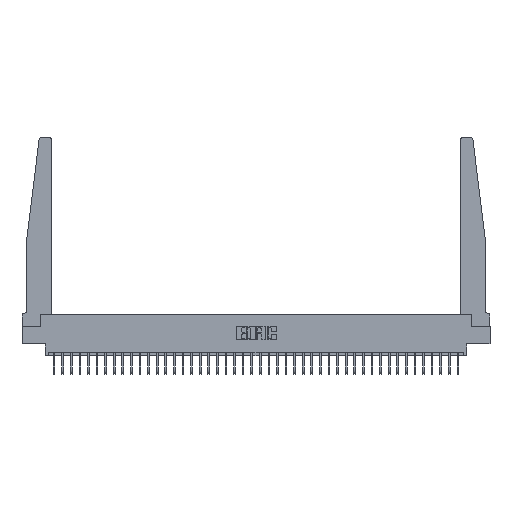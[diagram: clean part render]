
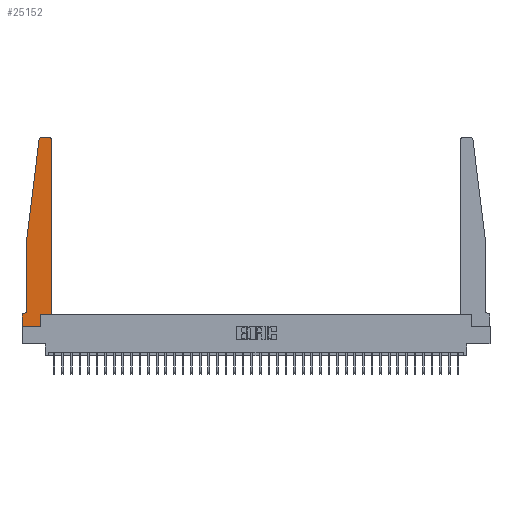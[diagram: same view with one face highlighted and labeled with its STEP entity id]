
A CAD part, top view. The second image highlights one B-rep face of the part: STEP entity #25152.
In plain terms, the highlighted planar face has unit normal (0, 0, 1).
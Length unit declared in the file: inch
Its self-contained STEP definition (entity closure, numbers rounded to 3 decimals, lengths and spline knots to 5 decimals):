
#83 = VECTOR ( 'NONE', #19446, 39.37008 ) ;
#368 = VERTEX_POINT ( 'NONE', #27020 ) ;
#480 = DIRECTION ( 'NONE',  ( 0., 0., -1. ) ) ;
#651 = CARTESIAN_POINT ( 'NONE',  ( 0.015, 0.1875, 0.37 ) ) ;
#864 = LINE ( 'NONE', #1202, #3480 ) ;
#1202 = CARTESIAN_POINT ( 'NONE',  ( 0.425, 0.18, 0.37 ) ) ;
#1388 = EDGE_CURVE ( 'NONE', #16199, #23671, #11255, .T. ) ;
#1429 = LINE ( 'NONE', #8583, #9231 ) ;
#1477 = EDGE_CURVE ( 'NONE', #20672, #2388, #5277, .T. ) ;
#1656 = EDGE_LOOP ( 'NONE', ( #18824, #22905, #13510, #1764, #29783, #4055, #8934, #1932, #18704, #18231, #26059, #19536 ) ) ;
#1658 = VECTOR ( 'NONE', #18094, 39.37008 ) ;
#1764 = ORIENTED_EDGE ( 'NONE', *, *, #32674, .T. ) ;
#1932 = ORIENTED_EDGE ( 'NONE', *, *, #5069, .T. ) ;
#2048 = LINE ( 'NONE', #4487, #23437 ) ;
#2147 = CARTESIAN_POINT ( 'NONE',  ( 0.27653, 2.75, 0.37 ) ) ;
#2167 = VERTEX_POINT ( 'NONE', #16530 ) ;
#2372 = VECTOR ( 'NONE', #7871, 39.37008 ) ;
#2388 = VERTEX_POINT ( 'NONE', #17571 ) ;
#2936 = VERTEX_POINT ( 'NONE', #13152 ) ;
#3193 = PLANE ( 'NONE',  #12560 ) ;
#3480 = VECTOR ( 'NONE', #8871, 39.37008 ) ;
#3775 = EDGE_CURVE ( 'NONE', #21320, #20672, #16565, .T. ) ;
#4055 = ORIENTED_EDGE ( 'NONE', *, *, #1477, .T. ) ;
#4194 = VERTEX_POINT ( 'NONE', #12120 ) ;
#4487 = CARTESIAN_POINT ( 'NONE',  ( 0., 0., 0.37 ) ) ;
#4793 = CIRCLE ( 'NONE', #25383, 0.03 ) ;
#5069 = EDGE_CURVE ( 'NONE', #2936, #30028, #15804, .T. ) ;
#5277 = LINE ( 'NONE', #33351, #2372 ) ;
#5540 = CARTESIAN_POINT ( 'NONE',  ( 0.015, 0.2375, 0.37 ) ) ;
#5799 = CARTESIAN_POINT ( 'NONE',  ( 0.27653, 2.72, 0.37 ) ) ;
#6025 = CARTESIAN_POINT ( 'NONE',  ( 0.065, 1.25, 0.37 ) ) ;
#7128 = AXIS2_PLACEMENT_3D ( 'NONE', #5540, #480, #16150 ) ;
#7363 = VECTOR ( 'NONE', #8999, 39.37008 ) ;
#7451 = CARTESIAN_POINT ( 'NONE',  ( 0.425, 0.18, 0.37 ) ) ;
#7871 = DIRECTION ( 'NONE',  ( -1., 0., 0. ) ) ;
#8583 = CARTESIAN_POINT ( 'NONE',  ( 0.065, 1.25, 0.37 ) ) ;
#8677 = CARTESIAN_POINT ( 'NONE',  ( 0.395, 2.72, 0.37 ) ) ;
#8871 = DIRECTION ( 'NONE',  ( 1., 0., 0. ) ) ;
#8934 = ORIENTED_EDGE ( 'NONE', *, *, #33682, .T. ) ;
#8999 = DIRECTION ( 'NONE',  ( -1., 0., 0. ) ) ;
#9231 = VECTOR ( 'NONE', #27559, 39.37008 ) ;
#9966 = LINE ( 'NONE', #26326, #32999 ) ;
#10020 = CARTESIAN_POINT ( 'NONE',  ( 0.425, 0.18, 0.37 ) ) ;
#11107 = DIRECTION ( 'NONE',  ( 0., 0., 1. ) ) ;
#11255 = LINE ( 'NONE', #11442, #7363 ) ;
#11442 = CARTESIAN_POINT ( 'NONE',  ( 0.25, 2.75, 0.37 ) ) ;
#12120 = CARTESIAN_POINT ( 'NONE',  ( 0.425, 2.72, 0.37 ) ) ;
#12560 = AXIS2_PLACEMENT_3D ( 'NONE', #13797, #32075, #26692 ) ;
#12672 = DIRECTION ( 'NONE',  ( 0., -1., 0. ) ) ;
#13138 = EDGE_CURVE ( 'NONE', #32181, #27738, #864, .T. ) ;
#13152 = CARTESIAN_POINT ( 'NONE',  ( 0., 0., 0.37 ) ) ;
#13510 = ORIENTED_EDGE ( 'NONE', *, *, #25229, .T. ) ;
#13797 = CARTESIAN_POINT ( 'NONE',  ( 0., 0.1875, 0.37 ) ) ;
#15417 = LINE ( 'NONE', #10020, #25316 ) ;
#15583 = DIRECTION ( 'NONE',  ( 0., 1., 0. ) ) ;
#15804 = LINE ( 'NONE', #26253, #1658 ) ;
#16150 = DIRECTION ( 'NONE',  ( -1., 0., 0. ) ) ;
#16199 = VERTEX_POINT ( 'NONE', #20903 ) ;
#16530 = CARTESIAN_POINT ( 'NONE',  ( 0.065, 1.25, 0.37 ) ) ;
#16565 = CIRCLE ( 'NONE', #7128, 0.05 ) ;
#16997 = EDGE_CURVE ( 'NONE', #27738, #4194, #15417, .T. ) ;
#17571 = CARTESIAN_POINT ( 'NONE',  ( 0., 0.1875, 0.37 ) ) ;
#18094 = DIRECTION ( 'NONE',  ( 1., 0., 0. ) ) ;
#18231 = ORIENTED_EDGE ( 'NONE', *, *, #13138, .T. ) ;
#18698 = FACE_OUTER_BOUND ( 'NONE', #1656, .T. ) ;
#18704 = ORIENTED_EDGE ( 'NONE', *, *, #23133, .T. ) ;
#18717 = EDGE_CURVE ( 'NONE', #23671, #368, #4793, .T. ) ;
#18824 = ORIENTED_EDGE ( 'NONE', *, *, #1388, .T. ) ;
#19310 = DIRECTION ( 'NONE',  ( 1., 0., 0. ) ) ;
#19446 = DIRECTION ( 'NONE',  ( 0., -1., 0. ) ) ;
#19536 = ORIENTED_EDGE ( 'NONE', *, *, #20708, .T. ) ;
#20601 = DIRECTION ( 'NONE',  ( 0., 1., 0. ) ) ;
#20672 = VERTEX_POINT ( 'NONE', #651 ) ;
#20708 = EDGE_CURVE ( 'NONE', #4194, #16199, #34078, .T. ) ;
#20903 = CARTESIAN_POINT ( 'NONE',  ( 0.395, 2.75, 0.37 ) ) ;
#21320 = VERTEX_POINT ( 'NONE', #31241 ) ;
#22905 = ORIENTED_EDGE ( 'NONE', *, *, #18717, .T. ) ;
#23133 = EDGE_CURVE ( 'NONE', #30028, #32181, #9966, .T. ) ;
#23437 = VECTOR ( 'NONE', #12672, 39.37008 ) ;
#23671 = VERTEX_POINT ( 'NONE', #2147 ) ;
#24245 = DIRECTION ( 'NONE',  ( 1., 0., 0. ) ) ;
#25152 = ADVANCED_FACE ( 'NONE', ( #18698 ), #3193, .T. ) ;
#25229 = EDGE_CURVE ( 'NONE', #368, #2167, #1429, .T. ) ;
#25316 = VECTOR ( 'NONE', #15583, 39.37008 ) ;
#25383 = AXIS2_PLACEMENT_3D ( 'NONE', #5799, #31904, #24245 ) ;
#26059 = ORIENTED_EDGE ( 'NONE', *, *, #16997, .T. ) ;
#26253 = CARTESIAN_POINT ( 'NONE',  ( 0., 0., 0.37 ) ) ;
#26326 = CARTESIAN_POINT ( 'NONE',  ( 0.2605, 0.18, 0.37 ) ) ;
#26692 = DIRECTION ( 'NONE',  ( 1., 0., 0. ) ) ;
#26884 = AXIS2_PLACEMENT_3D ( 'NONE', #8677, #11107, #19310 ) ;
#27020 = CARTESIAN_POINT ( 'NONE',  ( 0.24675, 2.72367, 0.37 ) ) ;
#27298 = CARTESIAN_POINT ( 'NONE',  ( 0.2605, 0.18, 0.37 ) ) ;
#27559 = DIRECTION ( 'NONE',  ( -0.122, -0.992, 0. ) ) ;
#27738 = VERTEX_POINT ( 'NONE', #7451 ) ;
#28940 = CARTESIAN_POINT ( 'NONE',  ( 0.2605, 0., 0.37 ) ) ;
#29783 = ORIENTED_EDGE ( 'NONE', *, *, #3775, .T. ) ;
#30028 = VERTEX_POINT ( 'NONE', #28940 ) ;
#30227 = LINE ( 'NONE', #6025, #83 ) ;
#31241 = CARTESIAN_POINT ( 'NONE',  ( 0.065, 0.2375, 0.37 ) ) ;
#31904 = DIRECTION ( 'NONE',  ( 0., 0., 1. ) ) ;
#32075 = DIRECTION ( 'NONE',  ( 0., 0., 1. ) ) ;
#32181 = VERTEX_POINT ( 'NONE', #27298 ) ;
#32674 = EDGE_CURVE ( 'NONE', #2167, #21320, #30227, .T. ) ;
#32999 = VECTOR ( 'NONE', #20601, 39.37008 ) ;
#33351 = CARTESIAN_POINT ( 'NONE',  ( 0.065, 0.1875, 0.37 ) ) ;
#33682 = EDGE_CURVE ( 'NONE', #2388, #2936, #2048, .T. ) ;
#34078 = CIRCLE ( 'NONE', #26884, 0.03 ) ;
